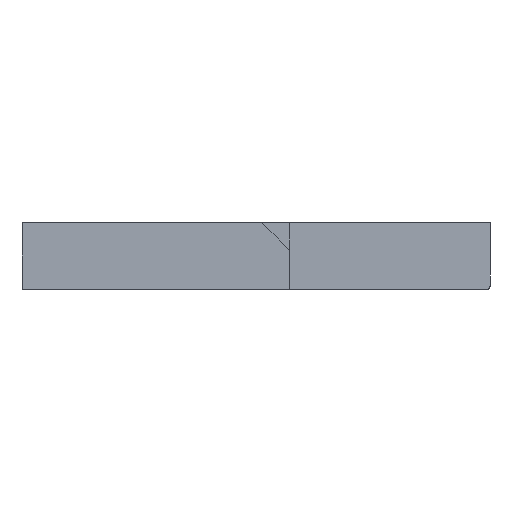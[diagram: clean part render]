
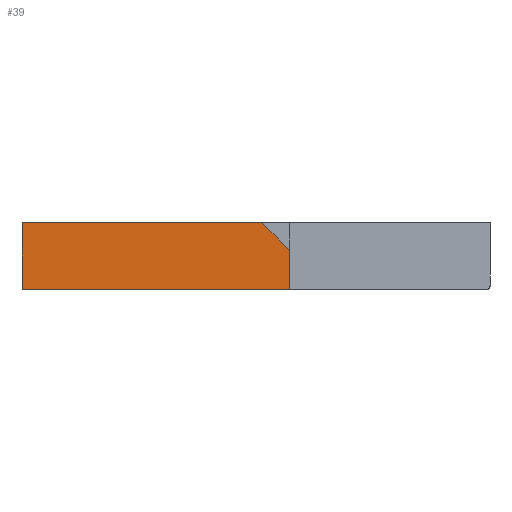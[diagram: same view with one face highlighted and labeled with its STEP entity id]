
A CAD part, front view. The second image highlights one B-rep face of the part: STEP entity #39.
In plain terms, the highlighted free-form (B-spline) face has degree [1, 1] with [2, 2] control points.
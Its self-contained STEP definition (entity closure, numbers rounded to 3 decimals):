
#39=ADVANCED_FACE('',(#107),#2004,.T.);
#107=FACE_OUTER_BOUND('',#177,.T.);
#177=EDGE_LOOP('',(#330,#331,#332,#333,#334));
#330=ORIENTED_EDGE('',*,*,#1654,.F.);
#331=ORIENTED_EDGE('',*,*,#1656,.F.);
#332=ORIENTED_EDGE('',*,*,#1658,.F.);
#333=ORIENTED_EDGE('',*,*,#1661,.F.);
#334=ORIENTED_EDGE('',*,*,#1662,.F.);
#615=PCURVE('',#1999,#921);
#619=PCURVE('',#2000,#925);
#623=PCURVE('',#2001,#929);
#627=PCURVE('',#2002,#933);
#631=PCURVE('',#2003,#937);
#636=PCURVE('',#2004,#942);
#637=PCURVE('',#2004,#943);
#638=PCURVE('',#2004,#944);
#639=PCURVE('',#2004,#945);
#640=PCURVE('',#2004,#946);
#921=DEFINITIONAL_REPRESENTATION('',(#1232),#3798);
#925=DEFINITIONAL_REPRESENTATION('',(#1238),#3798);
#929=DEFINITIONAL_REPRESENTATION('',(#1244),#3798);
#933=DEFINITIONAL_REPRESENTATION('',(#1251),#3798);
#937=DEFINITIONAL_REPRESENTATION('',(#1256),#3798);
#942=DEFINITIONAL_REPRESENTATION('',(#1257),#3798);
#943=DEFINITIONAL_REPRESENTATION('',(#1258),#3798);
#944=DEFINITIONAL_REPRESENTATION('',(#1259),#3798);
#945=DEFINITIONAL_REPRESENTATION('',(#1260),#3798);
#946=DEFINITIONAL_REPRESENTATION('',(#1261),#3798);
#1231=B_SPLINE_CURVE_WITH_KNOTS('',1,(#2986,#2987),.UNSPECIFIED.,.F.,.F.,
(2,2),(87.574,97.574),.UNSPECIFIED.);
#1232=B_SPLINE_CURVE_WITH_KNOTS('',1,(#2988,#2989),.UNSPECIFIED.,.F.,.F.,
(2,2),(87.574,97.574),.UNSPECIFIED.);
#1237=B_SPLINE_CURVE_WITH_KNOTS('',1,(#2998,#2999),.UNSPECIFIED.,.F.,.F.,
(2,2),(47.574,87.574),.UNSPECIFIED.);
#1238=B_SPLINE_CURVE_WITH_KNOTS('',1,(#3000,#3001),.UNSPECIFIED.,.F.,.F.,
(2,2),(47.574,87.574),.UNSPECIFIED.);
#1243=B_SPLINE_CURVE_WITH_KNOTS('',1,(#3010,#3011),.UNSPECIFIED.,.F.,.F.,
(2,2),(41.716,47.574),.UNSPECIFIED.);
#1244=B_SPLINE_CURVE_WITH_KNOTS('',1,(#3012,#3013),.UNSPECIFIED.,.F.,.F.,
(2,2),(41.716,47.574),.UNSPECIFIED.);
#1250=B_SPLINE_CURVE_WITH_KNOTS('',1,(#3024,#3025),.UNSPECIFIED.,.F.,.F.,
(2,2),(35.858,41.716),.UNSPECIFIED.);
#1251=B_SPLINE_CURVE_WITH_KNOTS('',1,(#3026,#3027),.UNSPECIFIED.,.F.,.F.,
(2,2),(35.858,41.716),.UNSPECIFIED.);
#1255=B_SPLINE_CURVE_WITH_KNOTS('',1,(#3034,#3035),.UNSPECIFIED.,.F.,.F.,
(2,2),(0.,35.858),.UNSPECIFIED.);
#1256=B_SPLINE_CURVE_WITH_KNOTS('',1,(#3036,#3037),.UNSPECIFIED.,.F.,.F.,
(2,2),(0.,35.858),.UNSPECIFIED.);
#1257=B_SPLINE_CURVE_WITH_KNOTS('',1,(#3078,#3079),.UNSPECIFIED.,.F.,.F.,
(2,2),(87.574,97.574),.UNSPECIFIED.);
#1258=B_SPLINE_CURVE_WITH_KNOTS('',1,(#3080,#3081),.UNSPECIFIED.,.F.,.F.,
(2,2),(47.574,87.574),.UNSPECIFIED.);
#1259=B_SPLINE_CURVE_WITH_KNOTS('',1,(#3082,#3083),.UNSPECIFIED.,.F.,.F.,
(2,2),(41.716,47.574),.UNSPECIFIED.);
#1260=B_SPLINE_CURVE_WITH_KNOTS('',1,(#3084,#3085),.UNSPECIFIED.,.F.,.F.,
(2,2),(35.858,41.716),.UNSPECIFIED.);
#1261=B_SPLINE_CURVE_WITH_KNOTS('',1,(#3086,#3087),.UNSPECIFIED.,.F.,.F.,
(2,2),(0.,35.858),.UNSPECIFIED.);
#1501=SURFACE_CURVE('',#1231,(#615,#636),.PCURVE_S1.);
#1503=SURFACE_CURVE('',#1237,(#619,#637),.PCURVE_S1.);
#1505=SURFACE_CURVE('',#1243,(#623,#638),.PCURVE_S1.);
#1508=SURFACE_CURVE('',#1250,(#627,#639),.PCURVE_S1.);
#1509=SURFACE_CURVE('',#1255,(#631,#640),.PCURVE_S1.);
#1654=EDGE_CURVE('',#1932,#1931,#1501,.T.);
#1656=EDGE_CURVE('',#1933,#1932,#1503,.T.);
#1658=EDGE_CURVE('',#1934,#1933,#1505,.T.);
#1661=EDGE_CURVE('',#1935,#1934,#1508,.T.);
#1662=EDGE_CURVE('',#1931,#1935,#1509,.T.);
#1931=VERTEX_POINT('',#2606);
#1932=VERTEX_POINT('',#2607);
#1933=VERTEX_POINT('',#2608);
#1934=VERTEX_POINT('',#2609);
#1935=VERTEX_POINT('',#2610);
#1999=B_SPLINE_SURFACE_WITH_KNOTS('',1,1,((#2254,#2255),(#2256,#2257)),
 .UNSPECIFIED.,.F.,.F.,.F.,(2,2),(2,2),(0.,80.),(-97.574,-87.574),
 .UNSPECIFIED.);
#2000=B_SPLINE_SURFACE_WITH_KNOTS('',1,1,((#2258,#2259),(#2260,#2261)),
 .UNSPECIFIED.,.F.,.F.,.F.,(2,2),(2,2),(0.,80.),(-87.574,-47.574),
 .UNSPECIFIED.);
#2001=B_SPLINE_SURFACE_WITH_KNOTS('',1,1,((#2262,#2263),(#2264,#2265)),
 .UNSPECIFIED.,.F.,.F.,.F.,(2,2),(2,2),(0.,80.),(-47.574,-41.716),
 .UNSPECIFIED.);
#2002=B_SPLINE_SURFACE_WITH_KNOTS('',1,1,((#2266,#2267),(#2268,#2269)),
 .UNSPECIFIED.,.F.,.F.,.F.,(2,2),(2,2),(0.,80.),(-41.716,-35.858),
 .UNSPECIFIED.);
#2003=B_SPLINE_SURFACE_WITH_KNOTS('',1,1,((#2270,#2271),(#2272,#2273)),
 .UNSPECIFIED.,.F.,.F.,.F.,(2,2),(2,2),(0.,80.),(-35.858,0.),
 .UNSPECIFIED.);
#2004=B_SPLINE_SURFACE_WITH_KNOTS('',1,1,((#2274,#2275),(#2276,#2277)),
 .UNSPECIFIED.,.F.,.F.,.F.,(2,2),(2,2),(-45.,5.),
(-1.25,11.25),.UNSPECIFIED.);
#2254=CARTESIAN_POINT('',(-160.,160.,-13.));
#2255=CARTESIAN_POINT('',(-160.,160.,-23.));
#2256=CARTESIAN_POINT('',(-160.,240.,-13.));
#2257=CARTESIAN_POINT('',(-160.,240.,-23.));
#2258=CARTESIAN_POINT('',(-160.,160.,-23.));
#2259=CARTESIAN_POINT('',(-120.,160.,-23.));
#2260=CARTESIAN_POINT('',(-160.,240.,-23.));
#2261=CARTESIAN_POINT('',(-120.,240.,-23.));
#2262=CARTESIAN_POINT('',(-120.,160.,-23.));
#2263=CARTESIAN_POINT('',(-120.,160.,-17.142));
#2264=CARTESIAN_POINT('',(-120.,240.,-23.));
#2265=CARTESIAN_POINT('',(-120.,240.,-17.142));
#2266=CARTESIAN_POINT('',(-120.,160.,-17.142));
#2267=CARTESIAN_POINT('',(-124.142,160.,-13.));
#2268=CARTESIAN_POINT('',(-120.,240.,-17.142));
#2269=CARTESIAN_POINT('',(-124.142,240.,-13.));
#2270=CARTESIAN_POINT('',(-124.142,160.,-13.));
#2271=CARTESIAN_POINT('',(-160.,160.,-13.));
#2272=CARTESIAN_POINT('',(-124.142,240.,-13.));
#2273=CARTESIAN_POINT('',(-160.,240.,-13.));
#2274=CARTESIAN_POINT('',(-115.,160.,-11.75));
#2275=CARTESIAN_POINT('',(-115.,160.,-24.25));
#2276=CARTESIAN_POINT('',(-165.,160.,-11.75));
#2277=CARTESIAN_POINT('',(-165.,160.,-24.25));
#2606=CARTESIAN_POINT('',(-160.,160.,-13.));
#2607=CARTESIAN_POINT('',(-160.,160.,-23.));
#2608=CARTESIAN_POINT('',(-120.,160.,-23.));
#2609=CARTESIAN_POINT('',(-120.,160.,-17.142));
#2610=CARTESIAN_POINT('',(-124.142,160.,-13.));
#2986=CARTESIAN_POINT('',(-160.,160.,-23.));
#2987=CARTESIAN_POINT('',(-160.,160.,-13.));
#2988=CARTESIAN_POINT('',(0.,-87.574));
#2989=CARTESIAN_POINT('',(0.,-97.574));
#2998=CARTESIAN_POINT('',(-120.,160.,-23.));
#2999=CARTESIAN_POINT('',(-160.,160.,-23.));
#3000=CARTESIAN_POINT('',(0.,-47.574));
#3001=CARTESIAN_POINT('',(0.,-87.574));
#3010=CARTESIAN_POINT('',(-120.,160.,-17.142));
#3011=CARTESIAN_POINT('',(-120.,160.,-23.));
#3012=CARTESIAN_POINT('',(0.,-41.716));
#3013=CARTESIAN_POINT('',(0.,-47.574));
#3024=CARTESIAN_POINT('',(-124.142,160.,-13.));
#3025=CARTESIAN_POINT('',(-120.,160.,-17.142));
#3026=CARTESIAN_POINT('',(0.,-35.858));
#3027=CARTESIAN_POINT('',(0.,-41.716));
#3034=CARTESIAN_POINT('',(-160.,160.,-13.));
#3035=CARTESIAN_POINT('',(-124.142,160.,-13.));
#3036=CARTESIAN_POINT('',(0.,0.));
#3037=CARTESIAN_POINT('',(0.,-35.858));
#3078=CARTESIAN_POINT('',(0.,10.));
#3079=CARTESIAN_POINT('',(0.,0.));
#3080=CARTESIAN_POINT('',(-40.,10.));
#3081=CARTESIAN_POINT('',(0.,10.));
#3082=CARTESIAN_POINT('',(-40.,4.142));
#3083=CARTESIAN_POINT('',(-40.,10.));
#3084=CARTESIAN_POINT('',(-35.858,0.));
#3085=CARTESIAN_POINT('',(-40.,4.142));
#3086=CARTESIAN_POINT('',(0.,0.));
#3087=CARTESIAN_POINT('',(-35.858,0.));
#3798=(
GEOMETRIC_REPRESENTATION_CONTEXT(2)
PARAMETRIC_REPRESENTATION_CONTEXT()
REPRESENTATION_CONTEXT('pspace','')
);
